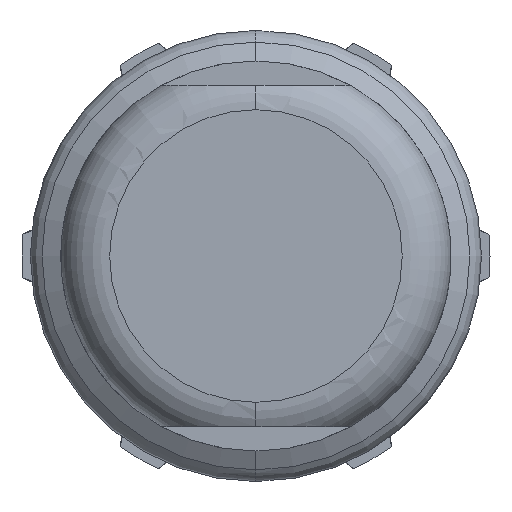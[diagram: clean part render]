
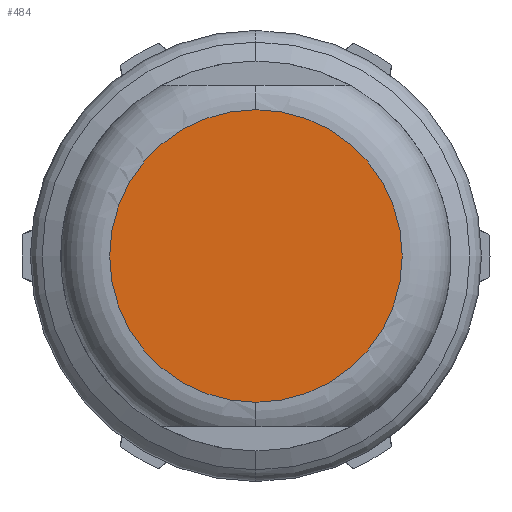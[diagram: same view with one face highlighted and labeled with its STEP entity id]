
A CAD part, front view. The second image highlights one B-rep face of the part: STEP entity #484.
In plain terms, the highlighted planar face has unit normal (0, -1, 0).
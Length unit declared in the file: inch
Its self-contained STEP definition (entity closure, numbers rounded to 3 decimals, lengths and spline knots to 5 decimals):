
#74 = AXIS2_PLACEMENT_3D ( 'NONE', #3125, #1706, #234 ) ;
#107 = ORIENTED_EDGE ( 'NONE', *, *, #1809, .T. ) ;
#234 = DIRECTION ( 'NONE',  ( 0., 0., -1. ) ) ;
#276 = FACE_OUTER_BOUND ( 'NONE', #1885, .T. ) ;
#315 = VERTEX_POINT ( 'NONE', #1556 ) ;
#324 = AXIS2_PLACEMENT_3D ( 'NONE', #772, #785, #787 ) ;
#484 = ADVANCED_FACE ( 'NONE', ( #276 ), #1467, .T. ) ;
#658 = DIRECTION ( 'NONE',  ( 0., 0., -1. ) ) ;
#772 = CARTESIAN_POINT ( 'NONE',  ( 0., 0., 0. ) ) ;
#785 = DIRECTION ( 'NONE',  ( 0., -1., 0. ) ) ;
#787 = DIRECTION ( 'NONE',  ( 0., 0., -1. ) ) ;
#815 = CIRCLE ( 'NONE', #324, 0.75 ) ;
#1409 = VERTEX_POINT ( 'NONE', #2853 ) ;
#1467 = PLANE ( 'NONE',  #74 ) ;
#1556 = CARTESIAN_POINT ( 'NONE',  ( 0., 0., -0.75 ) ) ;
#1706 = DIRECTION ( 'NONE',  ( 0., -1., 0. ) ) ;
#1809 = EDGE_CURVE ( 'NONE', #1409, #315, #2504, .T. ) ;
#1885 = EDGE_LOOP ( 'NONE', ( #2557, #107 ) ) ;
#1987 = AXIS2_PLACEMENT_3D ( 'NONE', #3045, #3000, #658 ) ;
#2504 = CIRCLE ( 'NONE', #1987, 0.75 ) ;
#2557 = ORIENTED_EDGE ( 'NONE', *, *, #2558, .T. ) ;
#2558 = EDGE_CURVE ( 'NONE', #315, #1409, #815, .T. ) ;
#2853 = CARTESIAN_POINT ( 'NONE',  ( 0., 0., 0.75 ) ) ;
#3000 = DIRECTION ( 'NONE',  ( 0., -1., 0. ) ) ;
#3045 = CARTESIAN_POINT ( 'NONE',  ( 0., 0., 0. ) ) ;
#3125 = CARTESIAN_POINT ( 'NONE',  ( 0., 0., 0. ) ) ;
